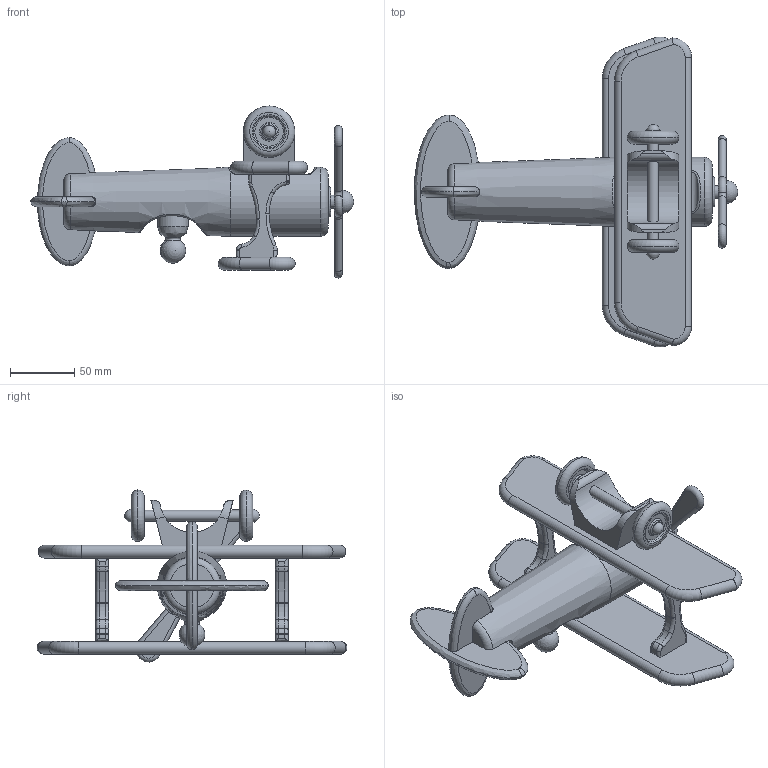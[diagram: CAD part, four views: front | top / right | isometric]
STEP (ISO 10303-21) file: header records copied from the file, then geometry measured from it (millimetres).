
FILE_DESCRIPTION(/* description */ (''),/* implementation_level */ '2;1');
FILE_NAME(/* name */ 'ToyPlaneAssembly.stp',/* time_stamp */ '2025-03-01T18:04:45-05:00',/* author */ ('hmont'),/* organization */ (''),/* preprocessor_version */ 'ST-DEVELOPER v20',/* originating_system */ 'Autodesk Inventor 2025',/* authorisation */ '');
FILE_SCHEMA (('AUTOMOTIVE_DESIGN { 1 0 10303 214 3 1 1 }'));
Length unit declared in the file: millimetre
Products named in the file (17): ToyPlaneAssembly; Fuselage; Holder; LowerWing; Motor; Propellor; HorizontalTail; VerticalTail; VerticalCrossbar; Pilot; LandingGear; UpperWing; MainAxle; Wheel; WheelAxle; Stud_6_32; Stud_4_15
Assembly tree (23 placements, depth 2):
  ToyPlaneAssembly
    Fuselage
    Holder
    LowerWing
    Motor
    Propellor
    HorizontalTail
    VerticalTail
    VerticalCrossbar  x2
    Pilot
    LandingGear
    UpperWing
    MainAxle
    Wheel  x2
    WheelAxle  x2
    Stud_6_32  x2
    Stud_4_15  x4
Bounding box: 252.21 x 241.72 x 134.14 mm (x, y, z)
Volume: 799081.7 mm3; surface area: 172419.3 mm2
Topology: 23 solids, 23 shells, 428 faces, 914 edges, 542 vertices
Faces by surface type: cylinder 139, plane 125, torus 94, bspline 29, sphere 28, cone 13
Full cylindrical faces by diameter (mm): 4 x22, 4.5 x4, 6 x8, 8.5 x3, 10 x3, 12 x2, 24 x3, 30 x1, 54 x1
Entity records: 16254 total; most frequent: CARTESIAN_POINT 8591, DIRECTION 1591, ORIENTED_EDGE 1302, AXIS2_PLACEMENT_3D 694, EDGE_CURVE 651, VERTEX_POINT 407, EDGE_LOOP 350, CIRCLE 348
